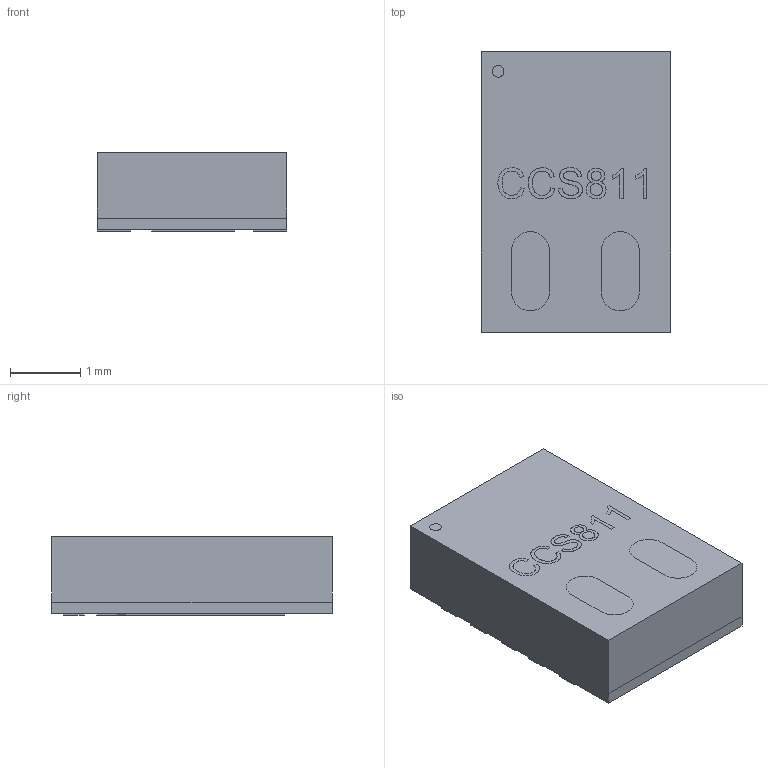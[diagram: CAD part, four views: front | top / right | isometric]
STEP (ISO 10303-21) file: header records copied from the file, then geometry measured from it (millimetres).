
FILE_DESCRIPTION (( 'STEP AP214' ), '1' );
FILE_NAME ('User Library-CCS811.STEP', '2019-05-21T23:22:33', ( '' ), ( '' ), 'SwSTEP 2.0', 'SolidWorks 2019', '' );
FILE_SCHEMA (( 'AUTOMOTIVE_DESIGN' ));
Length unit declared in the file: millimetre
Products named in the file (24): User Library-CCS811_Part_4915; User Library-CCS811_5; User Library-CCS811_Part_5145; User Library-CCS811_Part_5151; User Library-CCS811_6; User Library-CCS811_Part_4696; User Library-CCS811_Part_5143; User Library-CCS811_Part_4918; User Library-CCS811_3; User Library-CCS811_Part_5149; User Library-CCS811_Part_4916; User Library-CCS811_Part_5148; User Library-CCS811; User Library-CCS811_4; User Library-CCS811_Part_5144; User Library-CCS811_Part_5142; User Library-CCS811_Part_4917; User Library-CCS811_Part_5153; User Library-CCS811_Part_5152; User Library-CCS811_Part_5147; User Library-CCS811_1; User Library-CCS811_Part_5146; User Library-CCS811_2; User Library-CCS811_Part_5150
Assembly tree (23 placements, depth 2):
  User Library-CCS811
    User Library-CCS811_Part_4915
    User Library-CCS811_Part_4916
    User Library-CCS811_Part_4917
    User Library-CCS811_Part_4696
    User Library-CCS811_Part_5153
    User Library-CCS811_Part_5152
    User Library-CCS811_Part_5151
    User Library-CCS811_Part_5150
    User Library-CCS811_Part_5149
    User Library-CCS811_Part_5148
    User Library-CCS811_Part_5147
    User Library-CCS811_Part_5146
    User Library-CCS811_Part_5145
    User Library-CCS811_Part_5144
    User Library-CCS811_Part_5143
    User Library-CCS811_Part_5142
    User Library-CCS811_1
    User Library-CCS811_2
    User Library-CCS811_3
    User Library-CCS811_4
    User Library-CCS811_5
    User Library-CCS811_6
    User Library-CCS811_Part_4918
Bounding box: 2.7 x 4 x 1.12 mm (x, y, z)
Volume: 12 mm3; surface area: 70.8 mm2
Topology: 23 solids, 23 shells, 383 faces, 978 edges, 652 vertices
Faces by surface type: bspline 218, plane 153, cylinder 12
Entity records: 18829 total; most frequent: CARTESIAN_POINT 5787, ORIENTED_EDGE 1956, EDGE_CURVE 978, DIRECTION 946, VERTEX_POINT 652, VECTOR 516, LINE 516, UNCERTAINTY_MEASURE_WITH_UNIT 453
